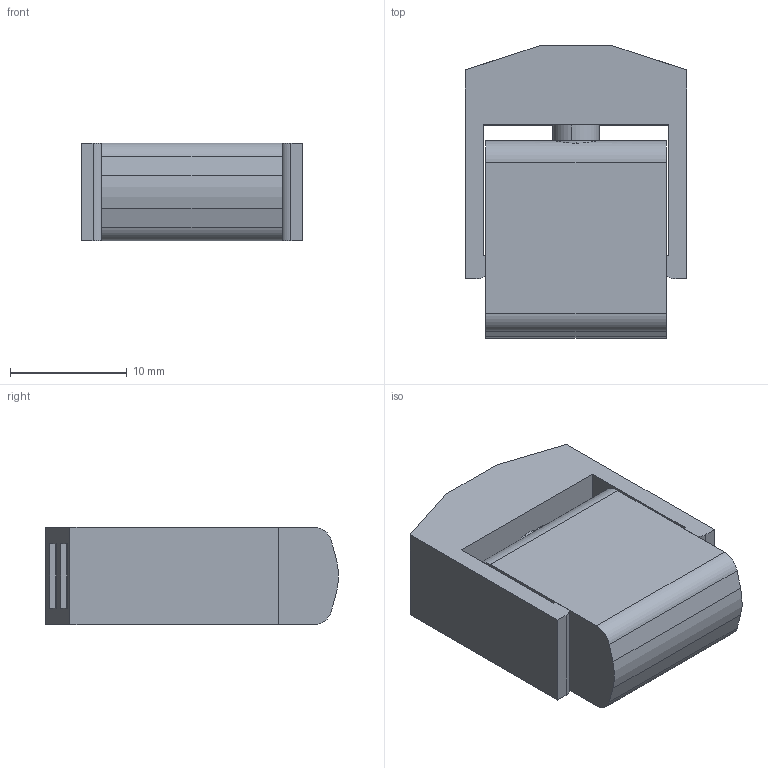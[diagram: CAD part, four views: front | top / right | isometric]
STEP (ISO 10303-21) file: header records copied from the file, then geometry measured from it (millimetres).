
FILE_DESCRIPTION (( 'STEP AP214' ), '1' );
FILE_NAME ('525372_IBK 10.STP', '2013-11-14T11:04:49', ( 'arge' ), ( 'Microsoft' ), 'SwSTEP 2.0', 'SolidWorks 2013', '' );
FILE_SCHEMA (( 'AUTOMOTIVE_DESIGN' ));
Length unit declared in the file: millimetre
Products named in the file (1): 525372_IBK 10
Bounding box: 19 x 25.11 x 8.4 mm (x, y, z)
Volume: 3441 mm3; surface area: 2181.8 mm2
Topology: 1 solids, 1 shells, 58 faces, 153 edges, 102 vertices
Faces by surface type: plane 45, cylinder 13
Entity records: 2464 total; most frequent: CARTESIAN_POINT 332, ORIENTED_EDGE 306, DIRECTION 293, EDGE_CURVE 153, VECTOR 127, LINE 127, VERTEX_POINT 102, AXIS2_PLACEMENT_3D 83
